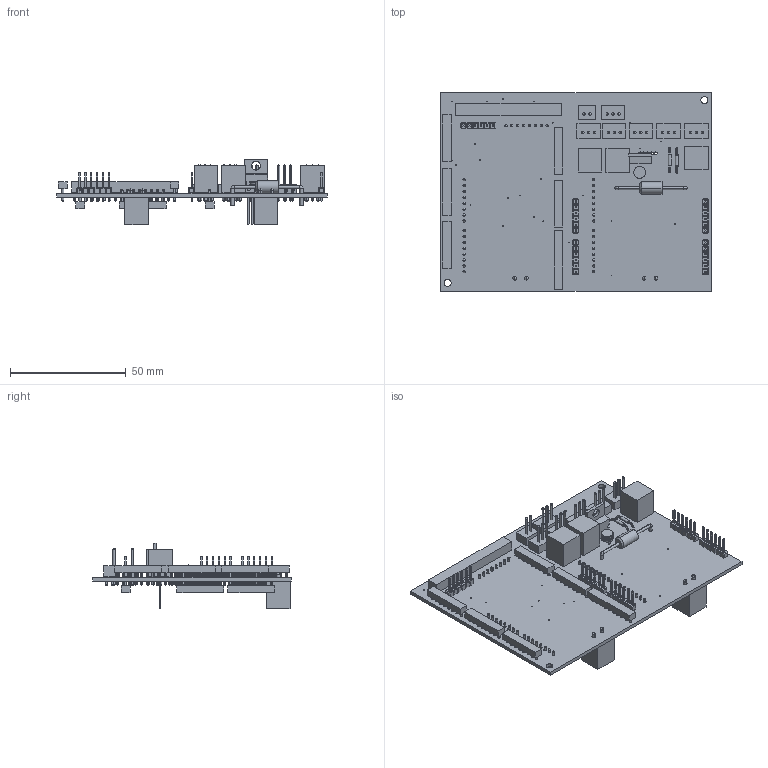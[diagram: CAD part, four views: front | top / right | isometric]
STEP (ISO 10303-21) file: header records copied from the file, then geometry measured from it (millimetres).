
FILE_DESCRIPTION(('PCB Model'),'2;1');
FILE_NAME('rmrc_v5.STEP','2022-03-07T14:53:41',( 'arthu'),('Unspecified'),'Open CASCADE STEP processor 6.8','Proteus' ,'Unknown');
FILE_SCHEMA(('AUTOMOTIVE_DESIGN { 1 0 10303 214 1 1 1 1 }'));
Length unit declared in the file: millimetre
Products named in the file (155): Open CASCADE STEP translator 6.8 2; Layer_1; J7; Open CASCADE STEP translator 6.8 2.2.1; Body_1; Pin_1; Pin_2; Pin_3; Pin_4; Pin_5; Pin_6; Pin_7; Pin_8; Pin_9; Pin_10; Pin_11; Pin_12; Pin_13; Pin_14; Pin_15; Pin_16; Pin_17; Pin_18; Pin_19; Pin_20; Pin_21; Pin_22; Pin_23; Pin_24; Pin_25; Pin_26; Pin_27; Pin_28; Pin_29; Pin_30; Pin_31; Pin_32; Pin_33; Pin_34; Pin_35 ...
Assembly tree (181 placements, depth 6):
  Open CASCADE STEP translator 6.8 2
    Layer_1
    J7
      Open CASCADE STEP translator 6.8 2.2.1
        Body_1
        Pin_1
        Pin_2
        Pin_3
        Pin_4
        Pin_5
        Pin_6
        Pin_7
        Pin_8
        Pin_9
        Pin_10
        Pin_11
        Pin_12
        Pin_13
        Pin_14
        Pin_15
        Pin_16
        Pin_17
        Pin_18
        Pin_19
        Pin_20
        Pin_21
        Pin_22
        Pin_23
        Pin_24
        Pin_25
        Pin_26
        Pin_27
        Pin_28
        Pin_29
        Pin_30
        Pin_31
        Pin_32
        Pin_33
        Pin_34
        Pin_35
        Pin_36
    J6
      Open CASCADE STEP translator 6.8 2.3.1
        Body_1
        Pin_1
        Pin_2
        Pin_3
        Pin_4
        Pin_5
        Pin_6
        Pin_7
        Pin_8
    J3
      Open CASCADE STEP translator 6.8 2.3.1
        Body_1
        Pin_1
        Pin_2
        Pin_3
        Pin_4
        Pin_5
Bounding box: 117 x 86 x 28.34 mm (x, y, z)
Volume: 29211.3 mm3; surface area: 38410.1 mm2
Topology: 230 solids, 260 shells, 2847 faces, 7215 edges, 4197 vertices
Faces by surface type: plane 1243, cylinder 800, sphere 648, bspline 136, torus 10, cone 4, extrusion 4, revolution 2
Entity records: 43286 total; most frequent: CARTESIAN_POINT 8842, DIRECTION 6075, ORIENTED_EDGE 5906, EDGE_CURVE 2973, AXIS2_PLACEMENT_3D 2734, VERTEX_POINT 1915, FACE_BOUND 1702, EDGE_LOOP 1702
